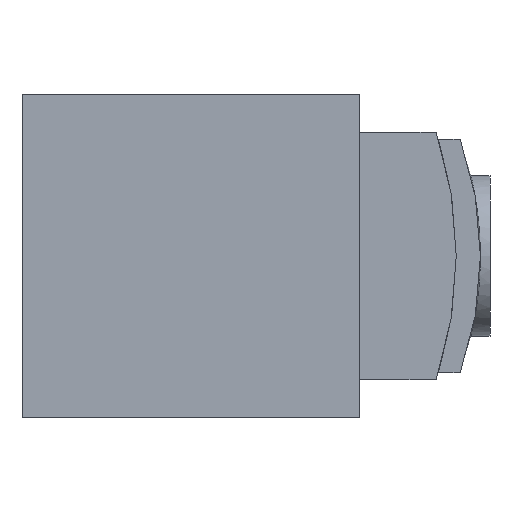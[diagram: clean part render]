
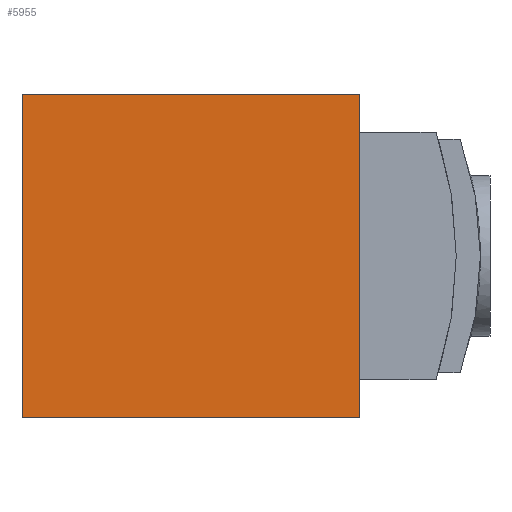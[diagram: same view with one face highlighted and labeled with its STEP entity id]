
A CAD part, front view. The second image highlights one B-rep face of the part: STEP entity #5955.
In plain terms, the highlighted planar face has unit normal (0, -1, 0).
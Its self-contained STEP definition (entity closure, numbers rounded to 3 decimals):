
#106=PLANE('',#6283);
#258=LINE('',#7814,#745);
#279=LINE('',#7902,#766);
#404=LINE('',#8228,#891);
#444=LINE('',#8337,#931);
#745=VECTOR('',#6565,1000.);
#766=VECTOR('',#6614,1000.);
#891=VECTOR('',#6853,1000.);
#931=VECTOR('',#6935,1000.);
#1576=ORIENTED_EDGE('',*,*,#2491,.F.);
#1577=ORIENTED_EDGE('',*,*,#2686,.F.);
#1578=ORIENTED_EDGE('',*,*,#2525,.F.);
#1579=ORIENTED_EDGE('',*,*,#2742,.F.);
#2491=EDGE_CURVE('',#3119,#3120,#258,.T.);
#2525=EDGE_CURVE('',#3151,#3152,#279,.T.);
#2686=EDGE_CURVE('',#3152,#3119,#404,.T.);
#2742=EDGE_CURVE('',#3120,#3151,#444,.T.);
#3119=VERTEX_POINT('',#7813);
#3120=VERTEX_POINT('',#7815);
#3151=VERTEX_POINT('',#7901);
#3152=VERTEX_POINT('',#7903);
#3694=EDGE_LOOP('',(#1576,#1577,#1578,#1579));
#3977=FACE_BOUND('',#3694,.T.);
#5955=ADVANCED_FACE('',(#3977),#106,.F.);
#6283=AXIS2_PLACEMENT_3D('',#8413,#7005,#7006);
#6565=DIRECTION('',(0.,0.,1.));
#6614=DIRECTION('',(0.,0.,-1.));
#6853=DIRECTION('',(-1.,0.,0.));
#6935=DIRECTION('',(1.,0.,0.));
#7005=DIRECTION('',(0.,1.,0.));
#7006=DIRECTION('',(0.,0.,1.));
#7813=CARTESIAN_POINT('',(-21.,-31.5,-20.1));
#7814=CARTESIAN_POINT('',(-21.,-31.5,-20.1));
#7815=CARTESIAN_POINT('',(-21.,-31.5,20.1));
#7901=CARTESIAN_POINT('',(21.,-31.5,20.1));
#7902=CARTESIAN_POINT('',(21.,-31.5,20.1));
#7903=CARTESIAN_POINT('',(21.,-31.5,-20.1));
#8228=CARTESIAN_POINT('',(21.,-31.5,-20.1));
#8337=CARTESIAN_POINT('',(-21.,-31.5,20.1));
#8413=CARTESIAN_POINT('',(0.,-31.5,0.));
